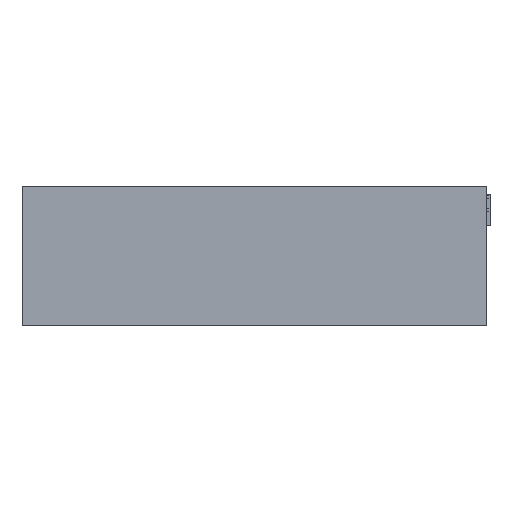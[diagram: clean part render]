
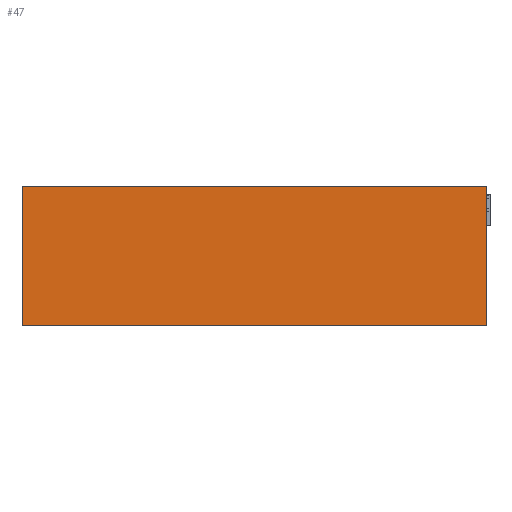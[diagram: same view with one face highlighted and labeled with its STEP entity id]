
A CAD part, left-side view. The second image highlights one B-rep face of the part: STEP entity #47.
In plain terms, the highlighted planar face has unit normal (-1, 0, 0).
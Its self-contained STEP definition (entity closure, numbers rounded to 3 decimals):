
#47 = ADVANCED_FACE( '', ( #389 ), #390, .F. );
#389 = FACE_OUTER_BOUND( '', #1081, .T. );
#390 = PLANE( '', #1082 );
#1081 = EDGE_LOOP( '', ( #5590, #5591, #5592, #5593 ) );
#1082 = AXIS2_PLACEMENT_3D( '', #5594, #5595, #5596 );
#5590 = ORIENTED_EDGE( '', *, *, #7954, .T. );
#5591 = ORIENTED_EDGE( '', *, *, #7955, .F. );
#5592 = ORIENTED_EDGE( '', *, *, #7956, .F. );
#5593 = ORIENTED_EDGE( '', *, *, #7911, .T. );
#5594 = CARTESIAN_POINT( '', ( -571.5, -190.5, 30.871 ) );
#5595 = DIRECTION( '', ( 1., 0., 0. ) );
#5596 = DIRECTION( '', ( 0., 0., -1. ) );
#7911 = EDGE_CURVE( '', #8690, #8688, #8691, .T. );
#7954 = EDGE_CURVE( '', #8688, #8775, #8776, .T. );
#7955 = EDGE_CURVE( '', #8777, #8775, #8778, .T. );
#7956 = EDGE_CURVE( '', #8690, #8777, #8779, .T. );
#8688 = VERTEX_POINT( '', #9919 );
#8690 = VERTEX_POINT( '', #9922 );
#8691 = LINE( '', #9923, #9924 );
#8775 = VERTEX_POINT( '', #10162 );
#8776 = LINE( '', #10163, #10164 );
#8777 = VERTEX_POINT( '', #10165 );
#8778 = LINE( '', #10166, #10167 );
#8779 = LINE( '', #10168, #10169 );
#9919 = CARTESIAN_POINT( '', ( -571.5, 190.5, 30.871 ) );
#9922 = CARTESIAN_POINT( '', ( -571.5, -190.5, 30.871 ) );
#9923 = CARTESIAN_POINT( '', ( -571.5, -190.5, 30.871 ) );
#9924 = VECTOR( '', #14048, 1000. );
#10162 = CARTESIAN_POINT( '', ( -571.5, 190.5, -83.429 ) );
#10163 = CARTESIAN_POINT( '', ( -571.5, 190.5, 30.871 ) );
#10164 = VECTOR( '', #14071, 1000. );
#10165 = CARTESIAN_POINT( '', ( -571.5, -190.5, -83.429 ) );
#10166 = CARTESIAN_POINT( '', ( -571.5, -190.5, -83.429 ) );
#10167 = VECTOR( '', #14072, 1000. );
#10168 = CARTESIAN_POINT( '', ( -571.5, -190.5, 30.871 ) );
#10169 = VECTOR( '', #14073, 1000. );
#14048 = DIRECTION( '', ( 0., 1., 0. ) );
#14071 = DIRECTION( '', ( 0., 0., -1. ) );
#14072 = DIRECTION( '', ( 0., 1., 0. ) );
#14073 = DIRECTION( '', ( 0., 0., -1. ) );
